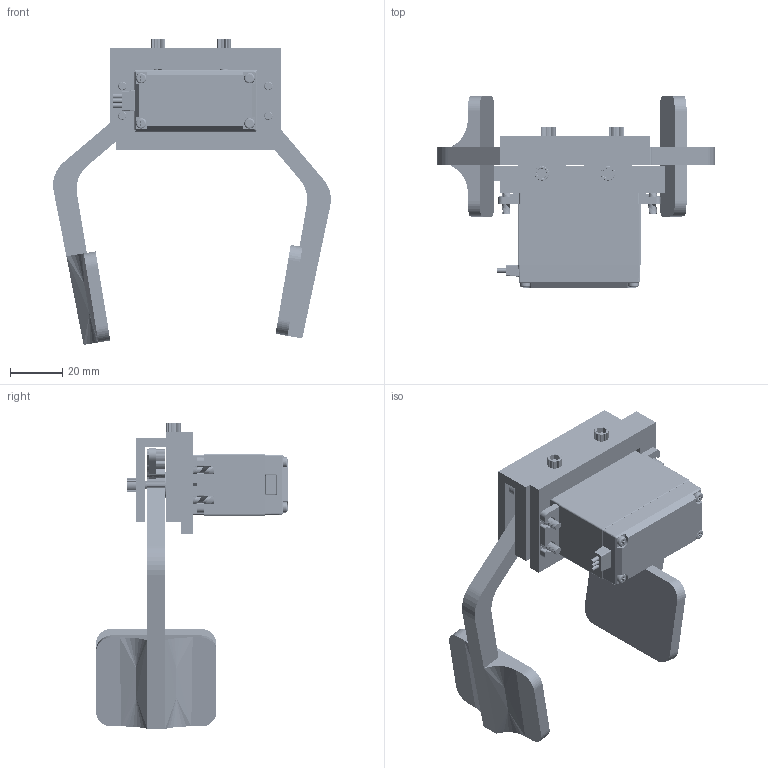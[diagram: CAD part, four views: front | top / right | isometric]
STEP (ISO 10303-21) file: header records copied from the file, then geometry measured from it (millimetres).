
FILE_DESCRIPTION(('FreeCAD Model'),'2;1');
FILE_NAME('Open CASCADE Shape Model','2025-05-03T08:58:52',('FreeCAD'),( 'FreeCAD'),'Open CASCADE STEP processor 7.6','FreeCAD','Unknown');
FILE_SCHEMA(('AUTOMOTIVE_DESIGN { 1 0 10303 214 1 1 1 1 }'));
Products named in the file (1): Open CASCADE STEP translator 7.6 1
Bounding box: 106.46 x 73.52 x 117.15 mm (x, y, z)
Volume: 102784.6 mm3; surface area: 45227.1 mm2
Topology: 19 solids, 19 shells, 11104 faces, 32910 edges, 21878 vertices
Faces by surface type: bspline 11104
Entity records: 418838 total; most frequent: CARTESIAN_POINT 232654, ORIENTED_EDGE 65820, EDGE_CURVE 32910, B_SPLINE_CURVE_WITH_KNOTS 25031, VERTEX_POINT 21878, FACE_BOUND 11196, EDGE_LOOP 11196, ADVANCED_FACE 11104
